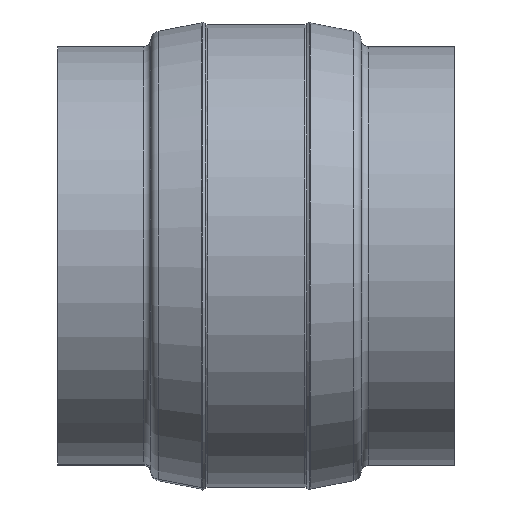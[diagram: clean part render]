
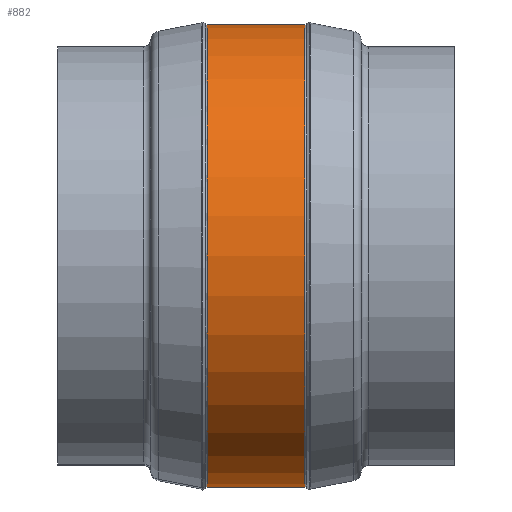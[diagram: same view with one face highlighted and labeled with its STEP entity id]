
A CAD part, left-side view. The second image highlights one B-rep face of the part: STEP entity #882.
In plain terms, the highlighted cylindrical face has radius 53.34 mm (diameter 106.68 mm), a partial arc.
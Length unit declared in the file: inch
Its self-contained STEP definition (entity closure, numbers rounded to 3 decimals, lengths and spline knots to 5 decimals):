
#41 = VERTEX_POINT ( 'NONE', #787 ) ;
#42 = VERTEX_POINT ( 'NONE', #202 ) ;
#58 = VERTEX_POINT ( 'NONE', #218 ) ;
#124 = AXIS2_PLACEMENT_3D ( 'NONE', #315, #312, #318 ) ;
#202 = CARTESIAN_POINT ( 'NONE',  ( 0., 0.3061, -2.1 ) ) ;
#218 = CARTESIAN_POINT ( 'NONE',  ( 0., 1.1939, -2.1 ) ) ;
#254 = CARTESIAN_POINT ( 'NONE',  ( 0., 0.3061, 2.1 ) ) ;
#312 = DIRECTION ( 'NONE',  ( 0., 1., 0. ) ) ;
#314 = FACE_OUTER_BOUND ( 'NONE', #646, .T. ) ;
#315 = CARTESIAN_POINT ( 'NONE',  ( 0., 1.89855, 0. ) ) ;
#317 = CYLINDRICAL_SURFACE ( 'NONE', #124, 2.1 ) ;
#318 = DIRECTION ( 'NONE',  ( 0., 0., 1. ) ) ;
#554 = LINE ( 'NONE', #1300, #985 ) ;
#603 = VECTOR ( 'NONE', #1310, 39.37008 ) ;
#646 = EDGE_LOOP ( 'NONE', ( #713, #714, #715, #716 ) ) ;
#713 = ORIENTED_EDGE ( 'NONE', *, *, #1183, .F. ) ;
#714 = ORIENTED_EDGE ( 'NONE', *, *, #1237, .T. ) ;
#715 = ORIENTED_EDGE ( 'NONE', *, *, #1186, .T. ) ;
#716 = ORIENTED_EDGE ( 'NONE', *, *, #1236, .F. ) ;
#787 = CARTESIAN_POINT ( 'NONE',  ( 0., 1.1939, 2.1 ) ) ;
#858 = VERTEX_POINT ( 'NONE', #254 ) ;
#882 = ADVANCED_FACE ( 'NONE', ( #314 ), #317, .T. ) ;
#963 = CIRCLE ( 'NONE', #966, 2.1 ) ;
#965 = CIRCLE ( 'NONE', #968, 2.1 ) ;
#966 = AXIS2_PLACEMENT_3D ( 'NONE', #1419, #1420, #1421 ) ;
#968 = AXIS2_PLACEMENT_3D ( 'NONE', #1422, #1423, #1424 ) ;
#985 = VECTOR ( 'NONE', #1301, 39.37008 ) ;
#1183 = EDGE_CURVE ( 'NONE', #42, #58, #554, .T. ) ;
#1186 = EDGE_CURVE ( 'NONE', #858, #41, #1302, .T. ) ;
#1236 = EDGE_CURVE ( 'NONE', #58, #41, #963, .T. ) ;
#1237 = EDGE_CURVE ( 'NONE', #42, #858, #965, .T. ) ;
#1300 = CARTESIAN_POINT ( 'NONE',  ( 0., 1.89855, -2.1 ) ) ;
#1301 = DIRECTION ( 'NONE',  ( 0., 1., 0. ) ) ;
#1302 = LINE ( 'NONE', #1309, #603 ) ;
#1309 = CARTESIAN_POINT ( 'NONE',  ( 0., 1.89855, 2.1 ) ) ;
#1310 = DIRECTION ( 'NONE',  ( 0., 1., 0. ) ) ;
#1419 = CARTESIAN_POINT ( 'NONE',  ( 0., 1.1939, 0. ) ) ;
#1420 = DIRECTION ( 'NONE',  ( 0., 1., 0. ) ) ;
#1421 = DIRECTION ( 'NONE',  ( 0., 0., 1. ) ) ;
#1422 = CARTESIAN_POINT ( 'NONE',  ( 0., 0.3061, 0. ) ) ;
#1423 = DIRECTION ( 'NONE',  ( 0., 1., 0. ) ) ;
#1424 = DIRECTION ( 'NONE',  ( 0., 0., 1. ) ) ;
